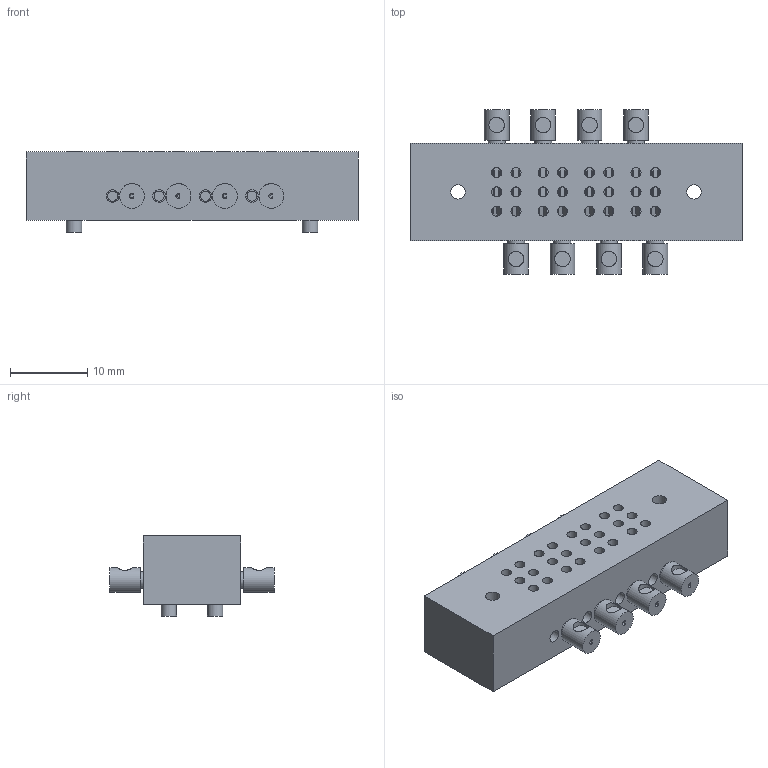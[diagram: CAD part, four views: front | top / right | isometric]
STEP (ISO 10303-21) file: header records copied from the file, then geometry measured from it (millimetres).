
FILE_DESCRIPTION(('Open CASCADE Model'),'2;1');
FILE_NAME('Open CASCADE Shape Model','2025-02-24T02:33:34',('Author'),( 'Open CASCADE'),'Open CASCADE STEP processor 7.8','build123d', 'Unknown');
FILE_SCHEMA(('AUTOMOTIVE_DESIGN { 1 0 10303 214 1 1 1 1 }'));
Products named in the file (1): COMPOUND
Bounding box: 42.9 x 21.2 x 10.35 mm (x, y, z)
Volume: 3685.1 mm3; surface area: 4265.6 mm2
Topology: 9 solids, 9 shells, 1141 faces, 2698 edges, 1724 vertices
Faces by surface type: plane 1047, cylinder 86, cone 8
Full cylindrical faces by diameter (mm): 1.3 x32, 1.62 x8, 1.85 x2, 2 x12, 2.2 x16, 2.52 x8, 3.2 x8
Entity records: 69672 total; most frequent: CARTESIAN_POINT 13576, DIRECTION 10502, LINE 7662, VECTOR 7662, ORIENTED_EDGE 5396, PCURVE 5396, DEFINITIONAL_REPRESENTATION 5396, EDGE_CURVE 2698
